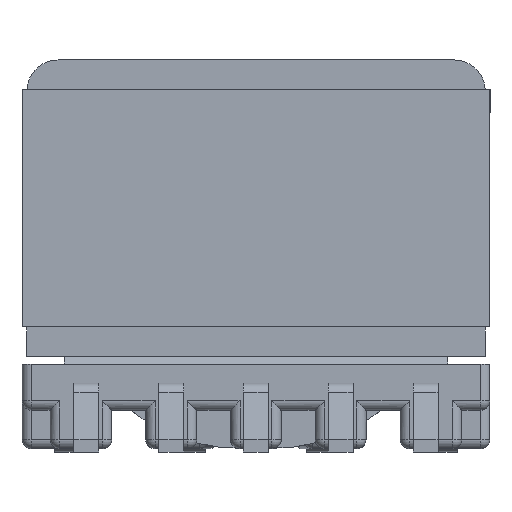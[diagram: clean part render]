
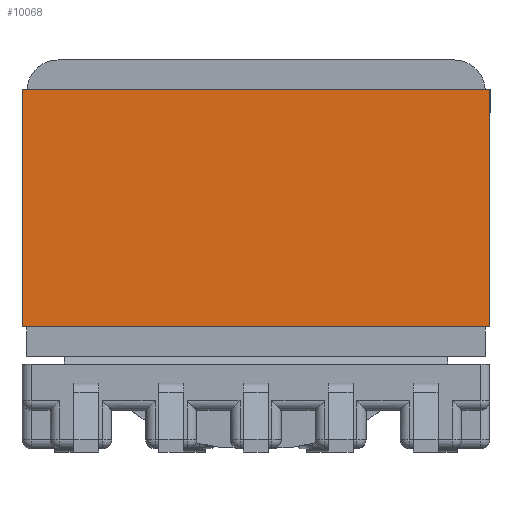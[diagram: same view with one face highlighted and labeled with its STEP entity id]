
A CAD part, left-side view. The second image highlights one B-rep face of the part: STEP entity #10068.
In plain terms, the highlighted face is planar.
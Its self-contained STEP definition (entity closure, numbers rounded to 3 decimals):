
#985=LINE('',#15076,#1693);
#989=LINE('',#15085,#1697);
#993=LINE('',#15091,#1701);
#994=LINE('',#15093,#1702);
#1693=VECTOR('',#12712,1000.);
#1697=VECTOR('',#12718,1000.);
#1701=VECTOR('',#12724,1000.);
#1702=VECTOR('',#12727,1000.);
#1919=PLANE('',#10726);
#3930=ORIENTED_EDGE('',*,*,#4965,.F.);
#3931=ORIENTED_EDGE('',*,*,#4973,.F.);
#3932=ORIENTED_EDGE('',*,*,#4969,.T.);
#3933=ORIENTED_EDGE('',*,*,#4974,.T.);
#4965=EDGE_CURVE('',#5591,#5592,#985,.T.);
#4969=EDGE_CURVE('',#5596,#5595,#989,.T.);
#4973=EDGE_CURVE('',#5596,#5591,#993,.T.);
#4974=EDGE_CURVE('',#5595,#5592,#994,.T.);
#5591=VERTEX_POINT('',#15075);
#5592=VERTEX_POINT('',#15077);
#5595=VERTEX_POINT('',#15084);
#5596=VERTEX_POINT('',#15086);
#6265=EDGE_LOOP('',(#3930,#3931,#3932,#3933));
#6702=FACE_BOUND('',#6265,.T.);
#10068=ADVANCED_FACE('',(#6702),#1919,.T.);
#10726=AXIS2_PLACEMENT_3D('',#15092,#12725,#12726);
#12712=DIRECTION('',(-1.,0.,0.));
#12718=DIRECTION('',(-1.,0.,0.));
#12724=DIRECTION('',(0.,-1.,0.));
#12725=DIRECTION('',(0.,0.,1.));
#12726=DIRECTION('',(-1.,0.,0.));
#12727=DIRECTION('',(0.,-1.,0.));
#15075=CARTESIAN_POINT('',(-0.25,4.01,-4.015));
#15076=CARTESIAN_POINT('',(-15.25,4.01,-4.015));
#15077=CARTESIAN_POINT('',(-15.25,4.01,-4.015));
#15084=CARTESIAN_POINT('',(-15.25,11.63,-4.015));
#15085=CARTESIAN_POINT('',(-15.25,11.63,-4.015));
#15086=CARTESIAN_POINT('',(-0.25,11.63,-4.015));
#15091=CARTESIAN_POINT('',(-0.25,11.63,-4.015));
#15092=CARTESIAN_POINT('',(-15.25,11.63,-4.015));
#15093=CARTESIAN_POINT('',(-15.25,11.63,-4.015));
